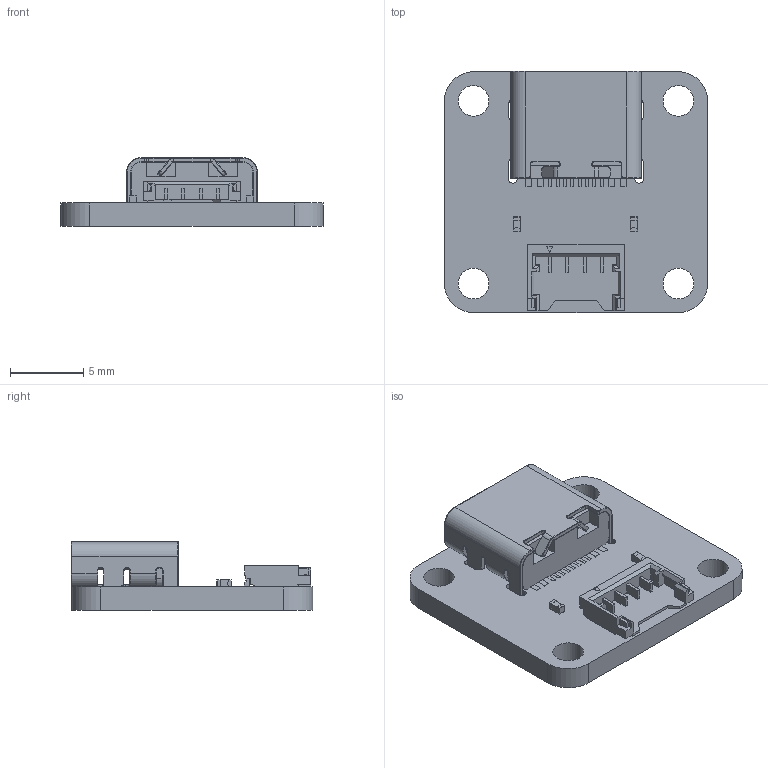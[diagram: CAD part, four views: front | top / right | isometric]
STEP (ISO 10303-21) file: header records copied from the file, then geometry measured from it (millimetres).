
FILE_DESCRIPTION(/* description */ (''),/* implementation_level */ '2;1');
FILE_NAME(/* name */ '3D_UDB-C',/* time_stamp */ '2025-09-24T20:42:39+08:00',/* author */ (''),/* organization */ (''),/* preprocessor_version */ 'ST-DEVELOPER v19.2',/* originating_system */ 'Rhino 8.2',/* authorisation */ '');
FILE_SCHEMA (('CONFIG_CONTROL_DESIGN'));
Length unit declared in the file: millimetre
Products named in the file (1): Document
Bounding box: 17.97 x 16.5 x 4.7 mm (x, y, z)
Volume: 581 mm3; surface area: 1220.7 mm2
Topology: 5 solids, 5 shells, 900 faces, 2255 edges, 1370 vertices
Faces by surface type: plane 479, cylinder 283, bspline 138
Entity records: 43807 total; most frequent: CARTESIAN_POINT 18440, ORIENTED_EDGE 4478, DIRECTION 2250, EDGE_CURVE 2239, AXIS2_PLACEMENT_3D 1506, B_SPLINE_CURVE_WITH_KNOTS 1497, VERTEX_POINT 1370, EDGE_LOOP 945
